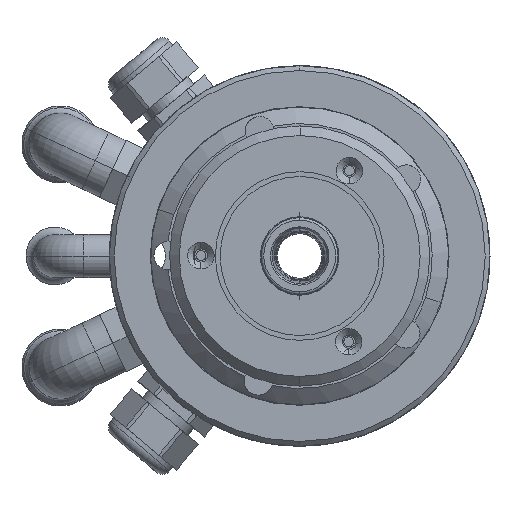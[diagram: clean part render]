
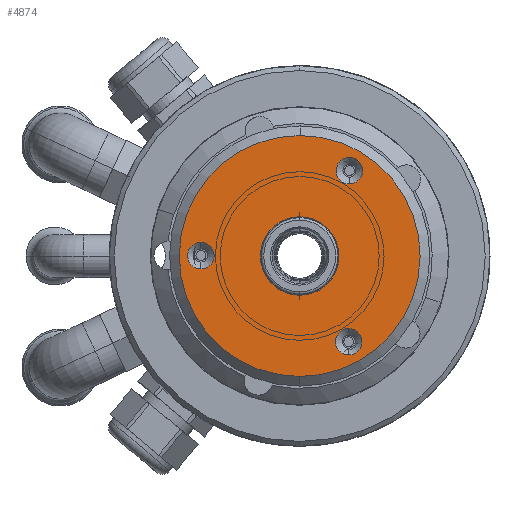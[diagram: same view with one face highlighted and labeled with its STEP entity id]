
A CAD part, left-side view. The second image highlights one B-rep face of the part: STEP entity #4874.
In plain terms, the highlighted planar face has unit normal (-1, 0, 0).
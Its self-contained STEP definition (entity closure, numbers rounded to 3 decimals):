
#38 = CARTESIAN_POINT ( 'NONE',  ( 0., 0., 0. ) ) ;
#120 = DIRECTION ( 'NONE',  ( -1., 0., 0. ) ) ;
#211 = VERTEX_POINT ( 'NONE', #2924 ) ;
#296 = DIRECTION ( 'NONE',  ( 0., 0., -1. ) ) ;
#377 = AXIS2_PLACEMENT_3D ( 'NONE', #7077, #14229, #16241 ) ;
#647 = ORIENTED_EDGE ( 'NONE', *, *, #17224, .F. ) ;
#966 = CARTESIAN_POINT ( 'NONE',  ( 0., -10.25, 15.004 ) ) ;
#1571 = ORIENTED_EDGE ( 'NONE', *, *, #21622, .F. ) ;
#1791 = DIRECTION ( 'NONE',  ( 0., 0., 1. ) ) ;
#1958 = DIRECTION ( 'NONE',  ( -1., 0., 0. ) ) ;
#2163 = EDGE_LOOP ( 'NONE', ( #1571, #13515 ) ) ;
#2279 = VERTEX_POINT ( 'NONE', #966 ) ;
#2407 = DIRECTION ( 'NONE',  ( 0., 0., 1. ) ) ;
#2436 = DIRECTION ( 'NONE',  ( 0., 0., 1. ) ) ;
#2455 = CARTESIAN_POINT ( 'NONE',  ( 0., -10.25, 17.754 ) ) ;
#2476 = ORIENTED_EDGE ( 'NONE', *, *, #5787, .F. ) ;
#2924 = CARTESIAN_POINT ( 'NONE',  ( 0., 0., -8.15 ) ) ;
#2941 = ORIENTED_EDGE ( 'NONE', *, *, #22719, .F. ) ;
#3004 = VERTEX_POINT ( 'NONE', #22421 ) ;
#3049 = DIRECTION ( 'NONE',  ( 0., 0., 1. ) ) ;
#3712 = DIRECTION ( 'NONE',  ( 0., 0., 1. ) ) ;
#3714 = DIRECTION ( 'NONE',  ( -1., 0., 0. ) ) ;
#3957 = CARTESIAN_POINT ( 'NONE',  ( 0., 20.5, 0. ) ) ;
#4004 = AXIS2_PLACEMENT_3D ( 'NONE', #21819, #10749, #296 ) ;
#4530 = FACE_OUTER_BOUND ( 'NONE', #9484, .T. ) ;
#4567 = CARTESIAN_POINT ( 'NONE',  ( 0., -10.25, 20.504 ) ) ;
#4874 = ADVANCED_FACE ( 'NONE', ( #5696, #14289, #9414, #4530, #20353 ), #7063, .F. ) ;
#4950 = EDGE_CURVE ( 'NONE', #211, #20172, #12356, .T. ) ;
#5313 = CIRCLE ( 'NONE', #8487, 25. ) ;
#5696 = FACE_BOUND ( 'NONE', #7806, .T. ) ;
#5697 = CIRCLE ( 'NONE', #13520, 2.75 ) ;
#5722 = CARTESIAN_POINT ( 'NONE',  ( 0., 20.5, 0. ) ) ;
#5787 = EDGE_CURVE ( 'NONE', #15657, #14944, #22043, .T. ) ;
#5896 = CARTESIAN_POINT ( 'NONE',  ( 0., 20.5, -2.75 ) ) ;
#5899 = ORIENTED_EDGE ( 'NONE', *, *, #6277, .F. ) ;
#6051 = DIRECTION ( 'NONE',  ( 0., 0., 1. ) ) ;
#6277 = EDGE_CURVE ( 'NONE', #14944, #15657, #18834, .T. ) ;
#6336 = CIRCLE ( 'NONE', #9011, 2.75 ) ;
#6536 = EDGE_CURVE ( 'NONE', #20325, #12666, #5313, .T. ) ;
#7063 = PLANE ( 'NONE',  #4004 ) ;
#7077 = CARTESIAN_POINT ( 'NONE',  ( 0., 0., 0. ) ) ;
#7806 = EDGE_LOOP ( 'NONE', ( #2941, #647 ) ) ;
#8487 = AXIS2_PLACEMENT_3D ( 'NONE', #15022, #22434, #2436 ) ;
#8488 = VERTEX_POINT ( 'NONE', #17990 ) ;
#9011 = AXIS2_PLACEMENT_3D ( 'NONE', #13738, #14069, #17467 ) ;
#9248 = CARTESIAN_POINT ( 'NONE',  ( 0., 0., 8.15 ) ) ;
#9414 = FACE_BOUND ( 'NONE', #10021, .T. ) ;
#9484 = EDGE_LOOP ( 'NONE', ( #14273, #13426 ) ) ;
#9615 = CIRCLE ( 'NONE', #377, 25. ) ;
#9709 = CARTESIAN_POINT ( 'NONE',  ( 0., 20.5, 2.75 ) ) ;
#10021 = EDGE_LOOP ( 'NONE', ( #23004, #16096 ) ) ;
#10749 = DIRECTION ( 'NONE',  ( 1., 0., 0. ) ) ;
#12356 = CIRCLE ( 'NONE', #17084, 8.15 ) ;
#12424 = DIRECTION ( 'NONE',  ( -1., 0., 0. ) ) ;
#12666 = VERTEX_POINT ( 'NONE', #13884 ) ;
#12778 = CIRCLE ( 'NONE', #18176, 2.75 ) ;
#13426 = ORIENTED_EDGE ( 'NONE', *, *, #17530, .T. ) ;
#13515 = ORIENTED_EDGE ( 'NONE', *, *, #14805, .F. ) ;
#13520 = AXIS2_PLACEMENT_3D ( 'NONE', #2455, #15121, #6051 ) ;
#13738 = CARTESIAN_POINT ( 'NONE',  ( 0., -10.25, -17.754 ) ) ;
#13884 = CARTESIAN_POINT ( 'NONE',  ( 0., 0., 25. ) ) ;
#14069 = DIRECTION ( 'NONE',  ( -1., 0., 0. ) ) ;
#14229 = DIRECTION ( 'NONE',  ( -1., 0., 0. ) ) ;
#14273 = ORIENTED_EDGE ( 'NONE', *, *, #6536, .T. ) ;
#14289 = FACE_BOUND ( 'NONE', #2163, .T. ) ;
#14297 = VERTEX_POINT ( 'NONE', #4567 ) ;
#14448 = DIRECTION ( 'NONE',  ( -1., 0., 0. ) ) ;
#14805 = EDGE_CURVE ( 'NONE', #2279, #14297, #5697, .T. ) ;
#14944 = VERTEX_POINT ( 'NONE', #5896 ) ;
#15003 = DIRECTION ( 'NONE',  ( 0., 0., 1. ) ) ;
#15022 = CARTESIAN_POINT ( 'NONE',  ( 0., 0., 0. ) ) ;
#15121 = DIRECTION ( 'NONE',  ( -1., 0., 0. ) ) ;
#15237 = AXIS2_PLACEMENT_3D ( 'NONE', #5722, #1958, #3712 ) ;
#15544 = AXIS2_PLACEMENT_3D ( 'NONE', #38, #120, #23796 ) ;
#15657 = VERTEX_POINT ( 'NONE', #9709 ) ;
#15883 = CARTESIAN_POINT ( 'NONE',  ( 0., 0., 0. ) ) ;
#16096 = ORIENTED_EDGE ( 'NONE', *, *, #4950, .F. ) ;
#16241 = DIRECTION ( 'NONE',  ( 0., 0., 1. ) ) ;
#16715 = CIRCLE ( 'NONE', #23644, 2.75 ) ;
#16934 = CARTESIAN_POINT ( 'NONE',  ( 0., -10.25, 17.754 ) ) ;
#17084 = AXIS2_PLACEMENT_3D ( 'NONE', #15883, #12424, #3049 ) ;
#17224 = EDGE_CURVE ( 'NONE', #3004, #8488, #12778, .T. ) ;
#17467 = DIRECTION ( 'NONE',  ( 0., 0., 1. ) ) ;
#17530 = EDGE_CURVE ( 'NONE', #12666, #20325, #9615, .T. ) ;
#17990 = CARTESIAN_POINT ( 'NONE',  ( 0., -10.25, -15.004 ) ) ;
#18035 = EDGE_CURVE ( 'NONE', #20172, #211, #19377, .T. ) ;
#18176 = AXIS2_PLACEMENT_3D ( 'NONE', #23647, #14448, #1791 ) ;
#18834 = CIRCLE ( 'NONE', #15237, 2.75 ) ;
#19074 = AXIS2_PLACEMENT_3D ( 'NONE', #3957, #3714, #15003 ) ;
#19377 = CIRCLE ( 'NONE', #15544, 8.15 ) ;
#19704 = EDGE_LOOP ( 'NONE', ( #2476, #5899 ) ) ;
#20172 = VERTEX_POINT ( 'NONE', #9248 ) ;
#20325 = VERTEX_POINT ( 'NONE', #20899 ) ;
#20353 = FACE_BOUND ( 'NONE', #19704, .T. ) ;
#20899 = CARTESIAN_POINT ( 'NONE',  ( 0., 0., -25. ) ) ;
#20947 = DIRECTION ( 'NONE',  ( -1., 0., 0. ) ) ;
#21622 = EDGE_CURVE ( 'NONE', #14297, #2279, #16715, .T. ) ;
#21819 = CARTESIAN_POINT ( 'NONE',  ( 0., 8.15, 0. ) ) ;
#22043 = CIRCLE ( 'NONE', #19074, 2.75 ) ;
#22421 = CARTESIAN_POINT ( 'NONE',  ( 0., -10.25, -20.504 ) ) ;
#22434 = DIRECTION ( 'NONE',  ( -1., 0., 0. ) ) ;
#22719 = EDGE_CURVE ( 'NONE', #8488, #3004, #6336, .T. ) ;
#23004 = ORIENTED_EDGE ( 'NONE', *, *, #18035, .F. ) ;
#23644 = AXIS2_PLACEMENT_3D ( 'NONE', #16934, #20947, #2407 ) ;
#23647 = CARTESIAN_POINT ( 'NONE',  ( 0., -10.25, -17.754 ) ) ;
#23796 = DIRECTION ( 'NONE',  ( 0., 0., 1. ) ) ;
